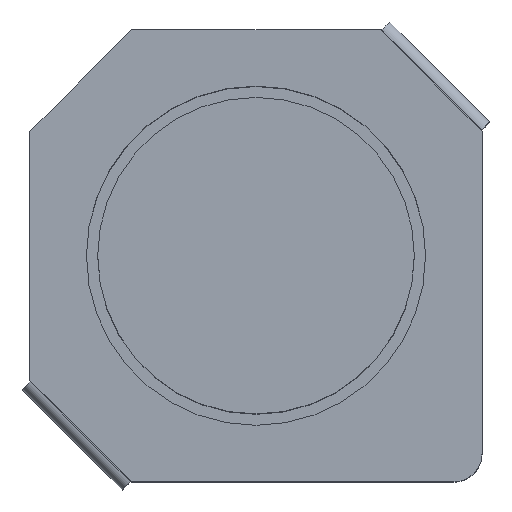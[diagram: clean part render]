
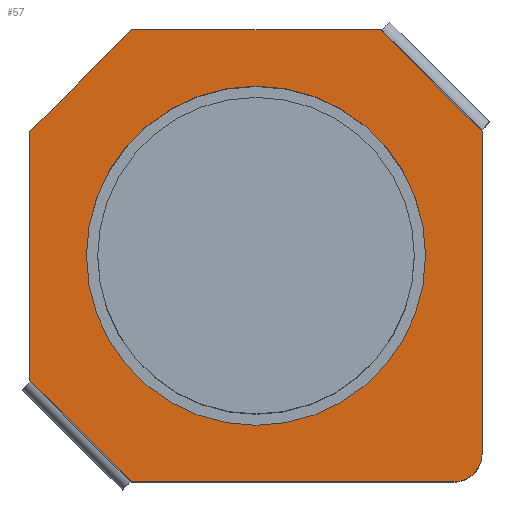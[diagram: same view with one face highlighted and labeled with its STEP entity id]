
A CAD part, top view. The second image highlights one B-rep face of the part: STEP entity #57.
In plain terms, the highlighted planar face has unit normal (0, 0, 1).
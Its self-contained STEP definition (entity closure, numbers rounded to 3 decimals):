
#21 = EDGE_CURVE('',#22,#24,#26,.T.);
#22 = VERTEX_POINT('',#23);
#23 = CARTESIAN_POINT('',(3.5,-4.,4.7));
#24 = VERTEX_POINT('',#25);
#25 = CARTESIAN_POINT('',(-2.2,-4.,4.7));
#26 = LINE('',#27,#28);
#27 = CARTESIAN_POINT('',(4.,-4.,4.7));
#28 = VECTOR('',#29,1.);
#29 = DIRECTION('',(-1.,0.,0.));
#57 = ADVANCED_FACE('',(#58,#116),#127,.T.);
#58 = FACE_BOUND('',#59,.T.);
#59 = EDGE_LOOP('',(#60,#61,#70,#78,#86,#94,#102,#110));
#60 = ORIENTED_EDGE('',*,*,#21,.F.);
#61 = ORIENTED_EDGE('',*,*,#62,.T.);
#62 = EDGE_CURVE('',#22,#63,#65,.T.);
#63 = VERTEX_POINT('',#64);
#64 = CARTESIAN_POINT('',(4.,-3.5,4.7));
#65 = CIRCLE('',#66,0.5);
#66 = AXIS2_PLACEMENT_3D('',#67,#68,#69);
#67 = CARTESIAN_POINT('',(3.5,-3.5,4.7));
#68 = DIRECTION('',(-0.,0.,1.));
#69 = DIRECTION('',(1.,0.,0.));
#70 = ORIENTED_EDGE('',*,*,#71,.T.);
#71 = EDGE_CURVE('',#63,#72,#74,.T.);
#72 = VERTEX_POINT('',#73);
#73 = CARTESIAN_POINT('',(4.,2.2,4.7));
#74 = LINE('',#75,#76);
#75 = CARTESIAN_POINT('',(4.,-4.,4.7));
#76 = VECTOR('',#77,1.);
#77 = DIRECTION('',(0.,1.,0.));
#78 = ORIENTED_EDGE('',*,*,#79,.F.);
#79 = EDGE_CURVE('',#80,#72,#82,.T.);
#80 = VERTEX_POINT('',#81);
#81 = CARTESIAN_POINT('',(2.2,4.,4.7));
#82 = LINE('',#83,#84);
#83 = CARTESIAN_POINT('',(5.1,1.1,4.7));
#84 = VECTOR('',#85,1.);
#85 = DIRECTION('',(0.707,-0.707,0.));
#86 = ORIENTED_EDGE('',*,*,#87,.T.);
#87 = EDGE_CURVE('',#80,#88,#90,.T.);
#88 = VERTEX_POINT('',#89);
#89 = CARTESIAN_POINT('',(-2.2,4.,4.7));
#90 = LINE('',#91,#92);
#91 = CARTESIAN_POINT('',(4.,4.,4.7));
#92 = VECTOR('',#93,1.);
#93 = DIRECTION('',(-1.,0.,0.));
#94 = ORIENTED_EDGE('',*,*,#95,.T.);
#95 = EDGE_CURVE('',#88,#96,#98,.T.);
#96 = VERTEX_POINT('',#97);
#97 = CARTESIAN_POINT('',(-4.,2.2,4.7));
#98 = LINE('',#99,#100);
#99 = CARTESIAN_POINT('',(-3.1,3.1,4.7));
#100 = VECTOR('',#101,1.);
#101 = DIRECTION('',(-0.707,-0.707,0.));
#102 = ORIENTED_EDGE('',*,*,#103,.F.);
#103 = EDGE_CURVE('',#104,#96,#106,.T.);
#104 = VERTEX_POINT('',#105);
#105 = CARTESIAN_POINT('',(-4.,-2.2,4.7));
#106 = LINE('',#107,#108);
#107 = CARTESIAN_POINT('',(-4.,-4.,4.7));
#108 = VECTOR('',#109,1.);
#109 = DIRECTION('',(0.,1.,0.));
#110 = ORIENTED_EDGE('',*,*,#111,.F.);
#111 = EDGE_CURVE('',#24,#104,#112,.T.);
#112 = LINE('',#113,#114);
#113 = CARTESIAN_POINT('',(-1.1,-5.1,4.7));
#114 = VECTOR('',#115,1.);
#115 = DIRECTION('',(-0.707,0.707,0.));
#116 = FACE_BOUND('',#117,.T.);
#117 = EDGE_LOOP('',(#118));
#118 = ORIENTED_EDGE('',*,*,#119,.F.);
#119 = EDGE_CURVE('',#120,#120,#122,.T.);
#120 = VERTEX_POINT('',#121);
#121 = CARTESIAN_POINT('',(0.,3.,4.7));
#122 = CIRCLE('',#123,3.);
#123 = AXIS2_PLACEMENT_3D('',#124,#125,#126);
#124 = CARTESIAN_POINT('',(0.,0.,4.7));
#125 = DIRECTION('',(0.,-0.,1.));
#126 = DIRECTION('',(0.,1.,0.));
#127 = PLANE('',#128);
#128 = AXIS2_PLACEMENT_3D('',#129,#130,#131);
#129 = CARTESIAN_POINT('',(4.,-4.,4.7));
#130 = DIRECTION('',(0.,0.,1.));
#131 = DIRECTION('',(0.,1.,0.));
